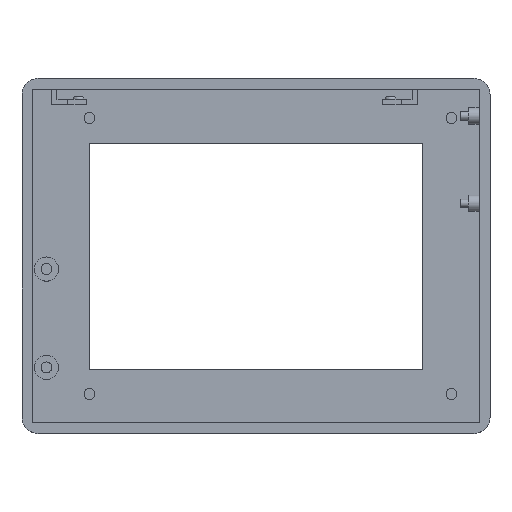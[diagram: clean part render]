
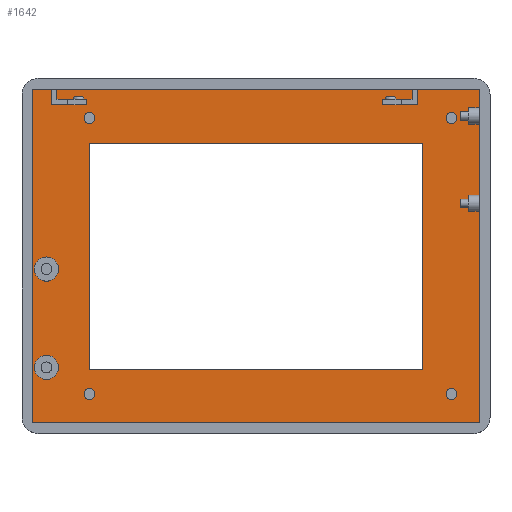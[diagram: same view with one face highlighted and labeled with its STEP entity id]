
A CAD part, top view. The second image highlights one B-rep face of the part: STEP entity #1642.
In plain terms, the highlighted planar face has unit normal (0, 0, 1).
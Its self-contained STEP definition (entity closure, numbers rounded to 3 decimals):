
#23=FACE_BOUND('',#279,.T.);
#24=FACE_BOUND('',#280,.T.);
#25=FACE_BOUND('',#281,.T.);
#26=FACE_BOUND('',#282,.T.);
#27=FACE_BOUND('',#283,.T.);
#28=FACE_BOUND('',#284,.T.);
#29=FACE_BOUND('',#285,.T.);
#81=PLANE('',#1788);
#170=FACE_OUTER_BOUND('',#278,.T.);
#278=EDGE_LOOP('',(#1297,#1298,#1299,#1300,#1301,#1302,#1303,#1304,#1305,
#1306,#1307,#1308,#1309,#1310,#1311,#1312,#1313));
#279=EDGE_LOOP('',(#1314,#1315,#1316,#1317));
#280=EDGE_LOOP('',(#1318));
#281=EDGE_LOOP('',(#1319));
#282=EDGE_LOOP('',(#1320));
#283=EDGE_LOOP('',(#1321));
#284=EDGE_LOOP('',(#1322));
#285=EDGE_LOOP('',(#1323));
#432=LINE('',#2635,#598);
#439=LINE('',#2650,#605);
#446=LINE('',#2663,#612);
#447=LINE('',#2666,#613);
#448=LINE('',#2668,#614);
#449=LINE('',#2670,#615);
#450=LINE('',#2672,#616);
#451=LINE('',#2673,#617);
#452=LINE('',#2675,#618);
#453=LINE('',#2677,#619);
#454=LINE('',#2679,#620);
#455=LINE('',#2681,#621);
#456=LINE('',#2683,#622);
#457=LINE('',#2685,#623);
#458=LINE('',#2687,#624);
#459=LINE('',#2689,#625);
#460=LINE('',#2690,#626);
#461=LINE('',#2693,#627);
#462=LINE('',#2695,#628);
#463=LINE('',#2697,#629);
#464=LINE('',#2698,#630);
#598=VECTOR('',#2091,10.);
#605=VECTOR('',#2104,10.);
#612=VECTOR('',#2115,10.);
#613=VECTOR('',#2118,10.);
#614=VECTOR('',#2119,10.);
#615=VECTOR('',#2120,10.);
#616=VECTOR('',#2121,10.);
#617=VECTOR('',#2122,10.);
#618=VECTOR('',#2123,10.);
#619=VECTOR('',#2124,10.);
#620=VECTOR('',#2125,10.);
#621=VECTOR('',#2126,10.);
#622=VECTOR('',#2127,10.);
#623=VECTOR('',#2128,10.);
#624=VECTOR('',#2129,10.);
#625=VECTOR('',#2130,10.);
#626=VECTOR('',#2131,10.);
#627=VECTOR('',#2132,10.);
#628=VECTOR('',#2133,10.);
#629=VECTOR('',#2134,10.);
#630=VECTOR('',#2135,10.);
#721=CIRCLE('',#1789,1.);
#722=CIRCLE('',#1790,1.);
#723=CIRCLE('',#1791,1.);
#724=CIRCLE('',#1792,1.);
#725=CIRCLE('',#1793,2.25);
#726=CIRCLE('',#1794,2.25);
#823=VERTEX_POINT('',#2628);
#826=VERTEX_POINT('',#2633);
#829=VERTEX_POINT('',#2646);
#831=VERTEX_POINT('',#2649);
#835=VERTEX_POINT('',#2661);
#836=VERTEX_POINT('',#2665);
#837=VERTEX_POINT('',#2667);
#838=VERTEX_POINT('',#2669);
#839=VERTEX_POINT('',#2671);
#840=VERTEX_POINT('',#2674);
#841=VERTEX_POINT('',#2676);
#842=VERTEX_POINT('',#2678);
#843=VERTEX_POINT('',#2680);
#844=VERTEX_POINT('',#2682);
#845=VERTEX_POINT('',#2684);
#846=VERTEX_POINT('',#2686);
#847=VERTEX_POINT('',#2688);
#848=VERTEX_POINT('',#2691);
#849=VERTEX_POINT('',#2692);
#850=VERTEX_POINT('',#2694);
#851=VERTEX_POINT('',#2696);
#852=VERTEX_POINT('',#2699);
#853=VERTEX_POINT('',#2701);
#854=VERTEX_POINT('',#2703);
#855=VERTEX_POINT('',#2705);
#856=VERTEX_POINT('',#2707);
#857=VERTEX_POINT('',#2709);
#1003=EDGE_CURVE('',#823,#826,#432,.T.);
#1010=EDGE_CURVE('',#831,#829,#439,.T.);
#1017=EDGE_CURVE('',#835,#831,#446,.T.);
#1018=EDGE_CURVE('',#826,#836,#447,.T.);
#1019=EDGE_CURVE('',#836,#837,#448,.T.);
#1020=EDGE_CURVE('',#837,#838,#449,.T.);
#1021=EDGE_CURVE('',#838,#839,#450,.T.);
#1022=EDGE_CURVE('',#839,#835,#451,.T.);
#1023=EDGE_CURVE('',#829,#840,#452,.T.);
#1024=EDGE_CURVE('',#840,#841,#453,.T.);
#1025=EDGE_CURVE('',#841,#842,#454,.T.);
#1026=EDGE_CURVE('',#842,#843,#455,.T.);
#1027=EDGE_CURVE('',#843,#844,#456,.T.);
#1028=EDGE_CURVE('',#844,#845,#457,.T.);
#1029=EDGE_CURVE('',#845,#846,#458,.T.);
#1030=EDGE_CURVE('',#846,#847,#459,.T.);
#1031=EDGE_CURVE('',#847,#823,#460,.T.);
#1032=EDGE_CURVE('',#848,#849,#461,.T.);
#1033=EDGE_CURVE('',#849,#850,#462,.T.);
#1034=EDGE_CURVE('',#850,#851,#463,.T.);
#1035=EDGE_CURVE('',#851,#848,#464,.T.);
#1036=EDGE_CURVE('',#852,#852,#721,.T.);
#1037=EDGE_CURVE('',#853,#853,#722,.T.);
#1038=EDGE_CURVE('',#854,#854,#723,.T.);
#1039=EDGE_CURVE('',#855,#855,#724,.T.);
#1040=EDGE_CURVE('',#856,#856,#725,.T.);
#1041=EDGE_CURVE('',#857,#857,#726,.T.);
#1297=ORIENTED_EDGE('',*,*,#1018,.T.);
#1298=ORIENTED_EDGE('',*,*,#1019,.T.);
#1299=ORIENTED_EDGE('',*,*,#1020,.T.);
#1300=ORIENTED_EDGE('',*,*,#1021,.T.);
#1301=ORIENTED_EDGE('',*,*,#1022,.T.);
#1302=ORIENTED_EDGE('',*,*,#1017,.T.);
#1303=ORIENTED_EDGE('',*,*,#1010,.T.);
#1304=ORIENTED_EDGE('',*,*,#1023,.T.);
#1305=ORIENTED_EDGE('',*,*,#1024,.T.);
#1306=ORIENTED_EDGE('',*,*,#1025,.T.);
#1307=ORIENTED_EDGE('',*,*,#1026,.T.);
#1308=ORIENTED_EDGE('',*,*,#1027,.T.);
#1309=ORIENTED_EDGE('',*,*,#1028,.T.);
#1310=ORIENTED_EDGE('',*,*,#1029,.T.);
#1311=ORIENTED_EDGE('',*,*,#1030,.T.);
#1312=ORIENTED_EDGE('',*,*,#1031,.T.);
#1313=ORIENTED_EDGE('',*,*,#1003,.T.);
#1314=ORIENTED_EDGE('',*,*,#1032,.T.);
#1315=ORIENTED_EDGE('',*,*,#1033,.T.);
#1316=ORIENTED_EDGE('',*,*,#1034,.T.);
#1317=ORIENTED_EDGE('',*,*,#1035,.T.);
#1318=ORIENTED_EDGE('',*,*,#1036,.T.);
#1319=ORIENTED_EDGE('',*,*,#1037,.T.);
#1320=ORIENTED_EDGE('',*,*,#1038,.T.);
#1321=ORIENTED_EDGE('',*,*,#1039,.T.);
#1322=ORIENTED_EDGE('',*,*,#1040,.T.);
#1323=ORIENTED_EDGE('',*,*,#1041,.T.);
#1642=ADVANCED_FACE('',(#170,#23,#24,#25,#26,#27,#28,#29),#81,.T.);
#1788=AXIS2_PLACEMENT_3D('',#2664,#2116,#2117);
#1789=AXIS2_PLACEMENT_3D('',#2700,#2136,#2137);
#1790=AXIS2_PLACEMENT_3D('',#2702,#2138,#2139);
#1791=AXIS2_PLACEMENT_3D('',#2704,#2140,#2141);
#1792=AXIS2_PLACEMENT_3D('',#2706,#2142,#2143);
#1793=AXIS2_PLACEMENT_3D('',#2708,#2144,#2145);
#1794=AXIS2_PLACEMENT_3D('',#2710,#2146,#2147);
#2091=DIRECTION('',(0.,1.,0.));
#2104=DIRECTION('',(0.,-1.,0.));
#2115=DIRECTION('',(1.,0.,0.));
#2116=DIRECTION('center_axis',(0.,0.,1.));
#2117=DIRECTION('ref_axis',(1.,0.,0.));
#2118=DIRECTION('',(1.,0.,0.));
#2119=DIRECTION('',(0.,1.,0.));
#2120=DIRECTION('',(-1.,0.,0.));
#2121=DIRECTION('',(0.,-1.,0.));
#2122=DIRECTION('',(1.,0.,0.));
#2123=DIRECTION('',(-1.,0.,0.));
#2124=DIRECTION('',(0.,1.,0.));
#2125=DIRECTION('',(-1.,0.,0.));
#2126=DIRECTION('',(0.,-1.,0.));
#2127=DIRECTION('',(1.,0.,0.));
#2128=DIRECTION('',(0.,1.,0.));
#2129=DIRECTION('',(-1.,0.,0.));
#2130=DIRECTION('',(0.,-1.,0.));
#2131=DIRECTION('',(-1.,0.,0.));
#2132=DIRECTION('',(0.,-1.,0.));
#2133=DIRECTION('',(-1.,0.,0.));
#2134=DIRECTION('',(0.,1.,0.));
#2135=DIRECTION('',(1.,0.,0.));
#2136=DIRECTION('center_axis',(0.,0.,-1.));
#2137=DIRECTION('ref_axis',(-1.,0.,0.));
#2138=DIRECTION('center_axis',(0.,0.,-1.));
#2139=DIRECTION('ref_axis',(-1.,0.,0.));
#2140=DIRECTION('center_axis',(0.,0.,-1.));
#2141=DIRECTION('ref_axis',(-1.,0.,0.));
#2142=DIRECTION('center_axis',(0.,0.,-1.));
#2143=DIRECTION('ref_axis',(-1.,0.,0.));
#2144=DIRECTION('center_axis',(0.,0.,-1.));
#2145=DIRECTION('ref_axis',(-1.,0.,0.));
#2146=DIRECTION('center_axis',(0.,0.,-1.));
#2147=DIRECTION('ref_axis',(-1.,0.,0.));
#2628=CARTESIAN_POINT('',(67.,61.12,2.));
#2633=CARTESIAN_POINT('',(67.,62.12,2.));
#2635=CARTESIAN_POINT('',(67.,47.06,2.));
#2646=CARTESIAN_POINT('',(12.,61.12,2.));
#2649=CARTESIAN_POINT('',(12.,62.12,2.));
#2650=CARTESIAN_POINT('',(12.,47.06,2.));
#2661=CARTESIAN_POINT('',(8.5,62.12,2.));
#2663=CARTESIAN_POINT('',(26.875,62.12,2.));
#2664=CARTESIAN_POINT('Origin',(43.5,33.,2.));
#2665=CARTESIAN_POINT('',(72.5,62.12,2.));
#2666=CARTESIAN_POINT('',(57.,62.12,2.));
#2667=CARTESIAN_POINT('',(72.5,64.,2.));
#2668=CARTESIAN_POINT('',(72.5,47.56,2.));
#2669=CARTESIAN_POINT('',(6.5,64.,2.));
#2670=CARTESIAN_POINT('',(22.75,64.,2.));
#2671=CARTESIAN_POINT('',(6.5,62.12,2.));
#2672=CARTESIAN_POINT('',(6.5,48.5,2.));
#2673=CARTESIAN_POINT('',(25.,62.12,2.));
#2674=CARTESIAN_POINT('',(5.5,61.12,2.));
#2675=CARTESIAN_POINT('',(26.875,61.12,2.));
#2676=CARTESIAN_POINT('',(5.5,64.,2.));
#2677=CARTESIAN_POINT('',(5.5,47.06,2.));
#2678=CARTESIAN_POINT('',(2.,64.,2.));
#2679=CARTESIAN_POINT('',(22.75,64.,2.));
#2680=CARTESIAN_POINT('',(2.,2.,2.));
#2681=CARTESIAN_POINT('',(2.,17.5,2.));
#2682=CARTESIAN_POINT('',(85.,2.,2.));
#2683=CARTESIAN_POINT('',(64.25,2.,2.));
#2684=CARTESIAN_POINT('',(85.,64.,2.));
#2685=CARTESIAN_POINT('',(85.,48.5,2.));
#2686=CARTESIAN_POINT('',(73.5,64.,2.));
#2687=CARTESIAN_POINT('',(22.75,64.,2.));
#2688=CARTESIAN_POINT('',(73.5,61.12,2.));
#2689=CARTESIAN_POINT('',(73.5,48.5,2.));
#2690=CARTESIAN_POINT('',(56.125,61.12,2.));
#2691=CARTESIAN_POINT('',(74.5,54.,2.));
#2692=CARTESIAN_POINT('',(74.5,12.,2.));
#2693=CARTESIAN_POINT('',(74.5,43.5,2.));
#2694=CARTESIAN_POINT('',(12.5,12.,2.));
#2695=CARTESIAN_POINT('',(59.,12.,2.));
#2696=CARTESIAN_POINT('',(12.5,54.,2.));
#2697=CARTESIAN_POINT('',(12.5,22.5,2.));
#2698=CARTESIAN_POINT('',(28.,54.,2.));
#2699=CARTESIAN_POINT('',(80.83,58.65,2.));
#2700=CARTESIAN_POINT('Origin',(79.83,58.65,2.));
#2701=CARTESIAN_POINT('',(80.83,7.35,2.));
#2702=CARTESIAN_POINT('Origin',(79.83,7.35,2.));
#2703=CARTESIAN_POINT('',(13.53,58.65,2.));
#2704=CARTESIAN_POINT('Origin',(12.53,58.65,2.));
#2705=CARTESIAN_POINT('',(13.53,7.35,2.));
#2706=CARTESIAN_POINT('Origin',(12.53,7.35,2.));
#2707=CARTESIAN_POINT('',(6.79,12.29,2.));
#2708=CARTESIAN_POINT('Origin',(4.54,12.29,2.));
#2709=CARTESIAN_POINT('',(6.79,30.57,2.));
#2710=CARTESIAN_POINT('Origin',(4.54,30.57,2.));
